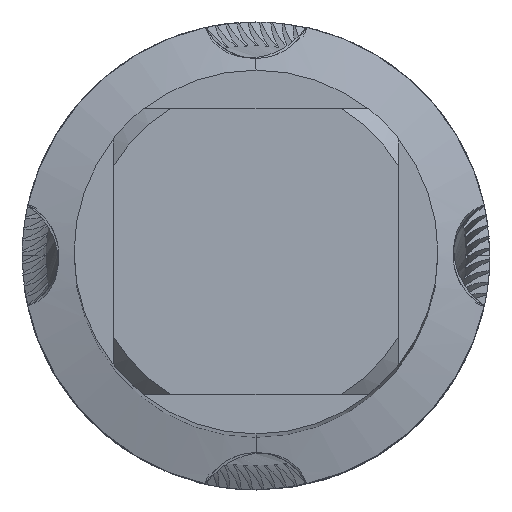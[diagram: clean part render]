
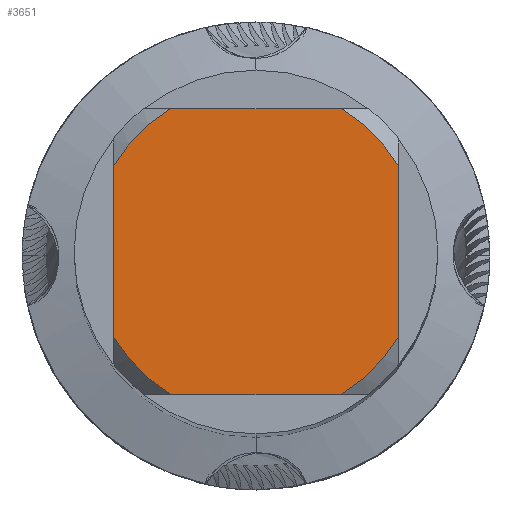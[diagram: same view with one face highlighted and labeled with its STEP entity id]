
A CAD part, top view. The second image highlights one B-rep face of the part: STEP entity #3651.
In plain terms, the highlighted planar face has unit normal (0, 0, 1).
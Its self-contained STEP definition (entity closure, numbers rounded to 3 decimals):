
#2213=EDGE_CURVE('',#5861,#2525,#6172,.T.);
#2411=VERTEX_POINT('',#6388);
#2525=VERTEX_POINT('',#6512);
#2721=EDGE_CURVE('',#4209,#2411,#6725,.T.);
#3249=VERTEX_POINT('',#7294);
#3463=VERTEX_POINT('',#7526);
#3509=EDGE_CURVE('',#5535,#2411,#7576,.T.);
#3651=ADVANCED_FACE('',(#7735),#7736,.T.);
#3687=EDGE_CURVE('',#3249,#2525,#7778,.T.);
#4209=VERTEX_POINT('',#8346);
#4343=EDGE_CURVE('',#3249,#5549,#8489,.T.);
#4571=EDGE_CURVE('',#5535,#5549,#8736,.T.);
#4609=EDGE_CURVE('',#5861,#3463,#8776,.T.);
#5247=EDGE_CURVE('',#4209,#3463,#9472,.T.);
#5535=VERTEX_POINT('',#9788);
#5549=VERTEX_POINT('',#9803);
#5861=VERTEX_POINT('',#10140);
#6172=LINE('',#10790,#10791);
#6388=CARTESIAN_POINT('',(3.273,-5.5,0.0));
#6512=CARTESIAN_POINT('',(-3.273,5.5,0.0));
#6725=CIRCLE('',#12434,6.4);
#7294=CARTESIAN_POINT('',(-5.5,3.273,0.0));
#7526=CARTESIAN_POINT('',(5.5,3.273,0.0));
#7576=LINE('',#14767,#14768);
#7735=FACE_OUTER_BOUND('',#15186,.T.);
#7736=PLANE('',#15187);
#7778=CIRCLE('',#15400,6.4);
#8346=CARTESIAN_POINT('',(5.5,-3.273,0.0));
#8489=LINE('',#17393,#17394);
#8736=CIRCLE('',#17984,6.4);
#8776=CIRCLE('',#18066,6.4);
#9472=LINE('',#19849,#19850);
#9788=CARTESIAN_POINT('',(-3.273,-5.5,0.0));
#9803=CARTESIAN_POINT('',(-5.5,-3.273,0.0));
#10140=CARTESIAN_POINT('',(3.273,5.5,0.0));
#10790=CARTESIAN_POINT('',(0.0,5.5,0.0));
#10791=VECTOR('',#21827,1.0);
#12434=AXIS2_PLACEMENT_3D('',#22475,#22476,#22477);
#14767=CARTESIAN_POINT('',(0.0,-5.5,0.0));
#14768=VECTOR('',#23352,1.0);
#15186=EDGE_LOOP('',(#23531,#23532,#23533,#23534,#23535,#23536,#23537,#23538));
#15187=AXIS2_PLACEMENT_3D('',#23539,#23540,#23541);
#15400=AXIS2_PLACEMENT_3D('',#23703,#23704,#23705);
#17393=CARTESIAN_POINT('',(-5.5,1.6,0.0));
#17394=VECTOR('',#24452,1.0);
#17984=AXIS2_PLACEMENT_3D('',#24686,#24687,#24688);
#18066=AXIS2_PLACEMENT_3D('',#24714,#24715,#24716);
#19849=CARTESIAN_POINT('',(5.5,1.6,0.0));
#19850=VECTOR('',#25426,1.0);
#21827=DIRECTION('',(-1.0,0.0,0.0));
#22475=CARTESIAN_POINT('',(0.0,0.0,0.0));
#22476=DIRECTION('',(0.0,0.0,-1.0));
#22477=DIRECTION('',(0.0,1.0,0.0));
#23352=DIRECTION('',(1.0,0.0,0.0));
#23531=ORIENTED_EDGE('',*,*,#4343,.T.);
#23532=ORIENTED_EDGE('',*,*,#4571,.F.);
#23533=ORIENTED_EDGE('',*,*,#3509,.T.);
#23534=ORIENTED_EDGE('',*,*,#2721,.F.);
#23535=ORIENTED_EDGE('',*,*,#5247,.T.);
#23536=ORIENTED_EDGE('',*,*,#4609,.F.);
#23537=ORIENTED_EDGE('',*,*,#2213,.T.);
#23538=ORIENTED_EDGE('',*,*,#3687,.F.);
#23539=CARTESIAN_POINT('',(0.0,3.2,0.0));
#23540=DIRECTION('',(-0.0,0.0,1.0));
#23541=DIRECTION('',(0.0,-1.0,0.0));
#23703=CARTESIAN_POINT('',(0.0,0.0,0.0));
#23704=DIRECTION('',(0.0,0.0,-1.0));
#23705=DIRECTION('',(0.0,1.0,0.0));
#24452=DIRECTION('',(-0.0,-1.0,0.0));
#24686=CARTESIAN_POINT('',(0.0,0.0,0.0));
#24687=DIRECTION('',(0.0,0.0,-1.0));
#24688=DIRECTION('',(0.0,1.0,0.0));
#24714=CARTESIAN_POINT('',(0.0,0.0,0.0));
#24715=DIRECTION('',(0.0,0.0,-1.0));
#24716=DIRECTION('',(0.0,1.0,0.0));
#25426=DIRECTION('',(-0.0,1.0,0.0));
